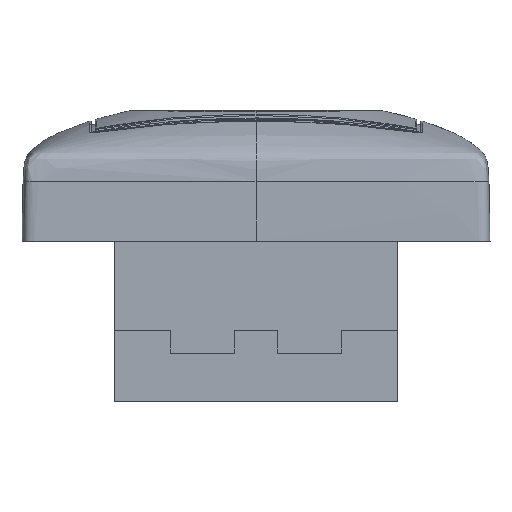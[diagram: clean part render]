
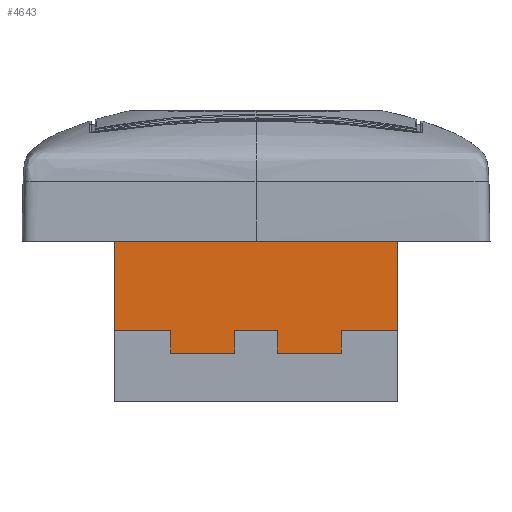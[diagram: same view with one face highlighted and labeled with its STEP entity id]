
A CAD part, left-side view. The second image highlights one B-rep face of the part: STEP entity #4643.
In plain terms, the highlighted planar face has unit normal (-1, 0, 0).
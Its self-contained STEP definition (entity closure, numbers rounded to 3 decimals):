
#4643=ADVANCED_FACE('',(#31665),#31667,.T.);
#31665=FACE_BOUND('',#31666,.T.);
#31666=EDGE_LOOP('',(#35357,#35358,#35359,#35360,#35361,#35362,#35363,#35364,#35365,
#35366,#35367,#35368));
#31667=PLANE('',#31668);
#31668=AXIS2_PLACEMENT_3D('',#31669,#31670,#31671);
#31669=CARTESIAN_POINT('',(-24.98,-24.907,5.5));
#31670=DIRECTION('',(-1.,0.,0.));
#31671=DIRECTION('',(0.,1.,0.));
#35357=ORIENTED_EDGE('',*,*,#37445,.T.);
#35358=ORIENTED_EDGE('',*,*,#37454,.T.);
#35359=ORIENTED_EDGE('',*,*,#37455,.F.);
#35360=ORIENTED_EDGE('',*,*,#37456,.T.);
#35361=ORIENTED_EDGE('',*,*,#37457,.F.);
#35362=ORIENTED_EDGE('',*,*,#37458,.F.);
#35363=ORIENTED_EDGE('',*,*,#37459,.F.);
#35364=ORIENTED_EDGE('',*,*,#37460,.T.);
#35365=ORIENTED_EDGE('',*,*,#37461,.F.);
#35366=ORIENTED_EDGE('',*,*,#37462,.F.);
#35367=ORIENTED_EDGE('',*,*,#37463,.F.);
#35368=ORIENTED_EDGE('',*,*,#37464,.F.);
#37445=EDGE_CURVE('',#40118,#40115,#40119,.T.);
#37454=EDGE_CURVE('',#40115,#40133,#40135,.T.);
#37455=EDGE_CURVE('',#40136,#40133,#40137,.T.);
#37456=EDGE_CURVE('',#40136,#40138,#40139,.T.);
#37457=EDGE_CURVE('',#40140,#40138,#40141,.T.);
#37458=EDGE_CURVE('',#40142,#40140,#40143,.T.);
#37459=EDGE_CURVE('',#40144,#40142,#40145,.T.);
#37460=EDGE_CURVE('',#40144,#40146,#40147,.T.);
#37461=EDGE_CURVE('',#40148,#40146,#40149,.T.);
#37462=EDGE_CURVE('',#40150,#40148,#40151,.T.);
#37463=EDGE_CURVE('',#40152,#40150,#40153,.T.);
#37464=EDGE_CURVE('',#40118,#40152,#40154,.T.);
#40115=VERTEX_POINT('',#75568);
#40118=VERTEX_POINT('',#75573);
#40119=LINE('',#75574,#75575);
#40133=VERTEX_POINT('',#75604);
#40135=LINE('',#75608,#75609);
#40136=VERTEX_POINT('',#75611);
#40137=LINE('',#75612,#75613);
#40138=VERTEX_POINT('',#75615);
#40139=LINE('',#75616,#75617);
#40140=VERTEX_POINT('',#75619);
#40141=LINE('',#75620,#75621);
#40142=VERTEX_POINT('',#75623);
#40143=LINE('',#75624,#75625);
#40144=VERTEX_POINT('',#75627);
#40145=LINE('',#75628,#75629);
#40146=VERTEX_POINT('',#75631);
#40147=LINE('',#75632,#75633);
#40148=VERTEX_POINT('',#75635);
#40149=LINE('',#75636,#75637);
#40150=VERTEX_POINT('',#75639);
#40151=LINE('',#75640,#75641);
#40152=VERTEX_POINT('',#75643);
#40153=LINE('',#75644,#75645);
#40154=LINE('',#75647,#75648);
#75568=CARTESIAN_POINT('',(-24.98,24.907,5.5));
#75573=CARTESIAN_POINT('',(-24.98,-24.907,5.5));
#75574=CARTESIAN_POINT('',(-24.98,-24.907,5.5));
#75575=VECTOR('',#75576,1.);
#75576=DIRECTION('',(0.,1.,0.));
#75604=CARTESIAN_POINT('',(-24.98,24.907,-10.2));
#75608=CARTESIAN_POINT('',(-24.98,24.907,5.5));
#75609=VECTOR('',#75610,1.);
#75610=DIRECTION('',(0.,0.,-1.));
#75611=CARTESIAN_POINT('',(-24.98,15.047,-10.2));
#75612=CARTESIAN_POINT('',(-24.98,15.047,-10.2));
#75613=VECTOR('',#75614,1.);
#75614=DIRECTION('',(0.,1.,0.));
#75615=CARTESIAN_POINT('',(-24.98,15.047,-14.2));
#75616=CARTESIAN_POINT('',(-24.98,15.047,-10.2));
#75617=VECTOR('',#75618,1.);
#75618=DIRECTION('',(0.,0.,-1.));
#75619=CARTESIAN_POINT('',(-24.98,3.766,-14.2));
#75620=CARTESIAN_POINT('',(-24.98,3.766,-14.2));
#75621=VECTOR('',#75622,1.);
#75622=DIRECTION('',(0.,1.,0.));
#75623=CARTESIAN_POINT('',(-24.98,3.766,-10.2));
#75624=CARTESIAN_POINT('',(-24.98,3.766,-10.2));
#75625=VECTOR('',#75626,1.);
#75626=DIRECTION('',(0.,0.,-1.));
#75627=CARTESIAN_POINT('',(-24.98,-3.766,-10.2));
#75628=CARTESIAN_POINT('',(-24.98,-3.766,-10.2));
#75629=VECTOR('',#75630,1.);
#75630=DIRECTION('',(0.,1.,0.));
#75631=CARTESIAN_POINT('',(-24.98,-3.766,-14.2));
#75632=CARTESIAN_POINT('',(-24.98,-3.766,-10.2));
#75633=VECTOR('',#75634,1.);
#75634=DIRECTION('',(0.,0.,-1.));
#75635=CARTESIAN_POINT('',(-24.98,-15.047,-14.2));
#75636=CARTESIAN_POINT('',(-24.98,-15.047,-14.2));
#75637=VECTOR('',#75638,1.);
#75638=DIRECTION('',(0.,1.,0.));
#75639=CARTESIAN_POINT('',(-24.98,-15.047,-10.2));
#75640=CARTESIAN_POINT('',(-24.98,-15.047,-10.2));
#75641=VECTOR('',#75642,1.);
#75642=DIRECTION('',(0.,0.,-1.));
#75643=CARTESIAN_POINT('',(-24.98,-24.907,-10.2));
#75644=CARTESIAN_POINT('',(-24.98,-24.907,-10.2));
#75645=VECTOR('',#75646,1.);
#75646=DIRECTION('',(0.,1.,0.));
#75647=CARTESIAN_POINT('',(-24.98,-24.907,5.5));
#75648=VECTOR('',#75649,1.);
#75649=DIRECTION('',(0.,0.,-1.));
